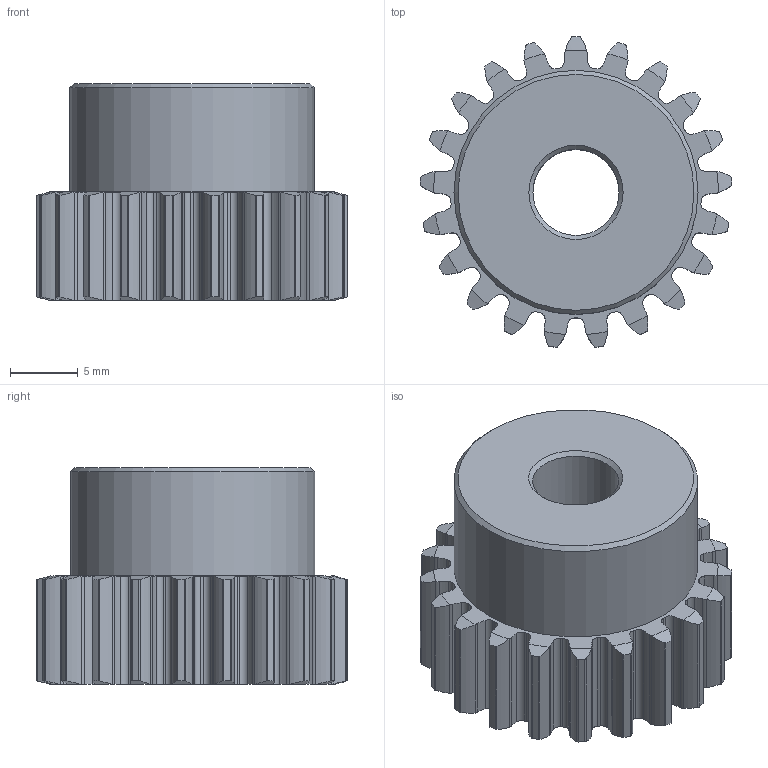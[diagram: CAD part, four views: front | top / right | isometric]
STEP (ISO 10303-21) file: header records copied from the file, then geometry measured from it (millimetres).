
FILE_DESCRIPTION(/* description */ ('STEP AP203'),/* implementation_level */ '2;1');
FILE_NAME(/* name */ 'GEAHBB1.0-21-8-B-6.35',/* time_stamp */ '2022-11-09T18:31:22+01:00',/* author */ ('License CC BY-ND 4.0'),/* organization */ ('CADENAS'),/* preprocessor_version */ 'ST-DEVELOPER v18.102',/* originating_system */ 'PARTsolutions',/* authorisation */ ' ');
FILE_SCHEMA (('CONFIG_CONTROL_DESIGN'));
Length unit declared in the file: millimetre
Products named in the file (2): GEAHBB1.0-21-8-B-6.35; GEAHBB1.0-21-8-B-6.35_b
Assembly tree (1 placements, depth 2):
  GEAHBB1.0-21-8-B-6.35
    GEAHBB1.0-21-8-B-6.35_b
Bounding box: 22.97 x 22.91 x 16 mm (x, y, z)
Volume: 4228.4 mm3; surface area: 2379.5 mm2
Topology: 1 solids, 1 shells, 302 faces, 810 edges, 511 vertices
Faces by surface type: cylinder 254, cone 45, plane 3
Full cylindrical faces by diameter (mm): 6.35 x1, 18 x1
Entity records: 9699 total; most frequent: CARTESIAN_POINT 2124, DIRECTION 1630, ORIENTED_EDGE 1610, EDGE_CURVE 805, AXIS2_PLACEMENT_3D 689, VERTEX_POINT 511, CIRCLE 385, EDGE_LOOP 310
